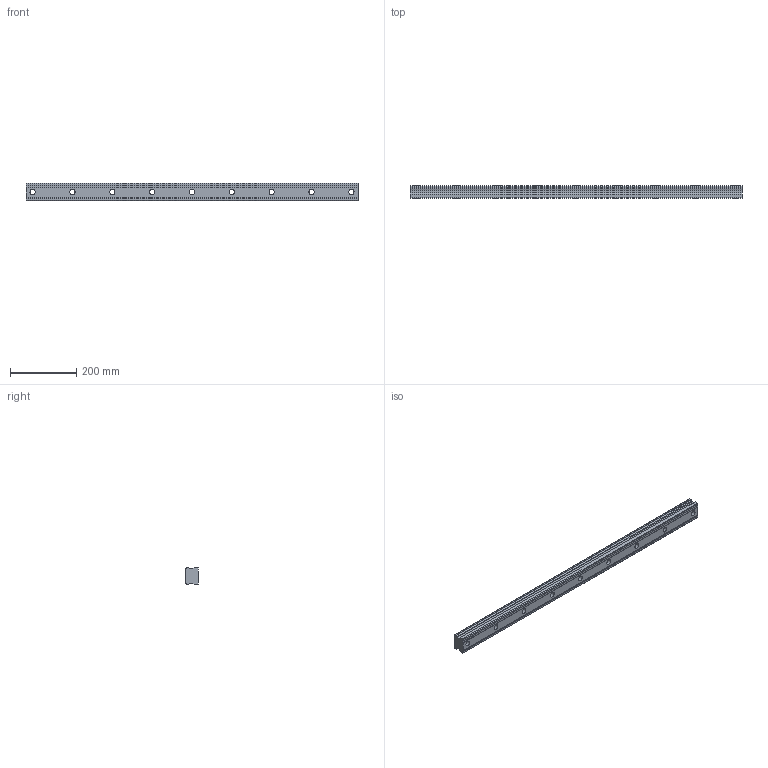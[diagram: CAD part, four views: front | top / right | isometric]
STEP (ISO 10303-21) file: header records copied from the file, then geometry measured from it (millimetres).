
FILE_DESCRIPTION(/* description */ (''),/* implementation_level */ '2;1');
FILE_NAME(/* name */ 'LGBR55L.stp',/* time_stamp */ '2018-07-20T18:00:48+02:00',/* author */ ('nesvadba'),/* organization */ (''),/* preprocessor_version */ 'ST-DEVELOPER v16.1',/* originating_system */ 'Autodesk Inventor 2016',/* authorisation */ '');
FILE_SCHEMA (('AUTOMOTIVE_DESIGN { 1 0 10303 214 3 1 1 }'));
Length unit declared in the file: millimetre
Products named in the file (1): BGR55L01000
Bounding box: 1000 x 38 x 53 mm (x, y, z)
Volume: 1749423.2 mm3; surface area: 206529.3 mm2
Topology: 1 solids, 1 shells, 61 faces, 150 edges, 100 vertices
Faces by surface type: plane 35, cylinder 26
Full cylindrical faces by diameter (mm): 16 x9, 23 x9
Entity records: 1786 total; most frequent: DIRECTION 308, CARTESIAN_POINT 294, ORIENTED_EDGE 264, EDGE_CURVE 132, AXIS2_PLACEMENT_3D 114, EDGE_LOOP 106, VERTEX_POINT 100, LINE 80
